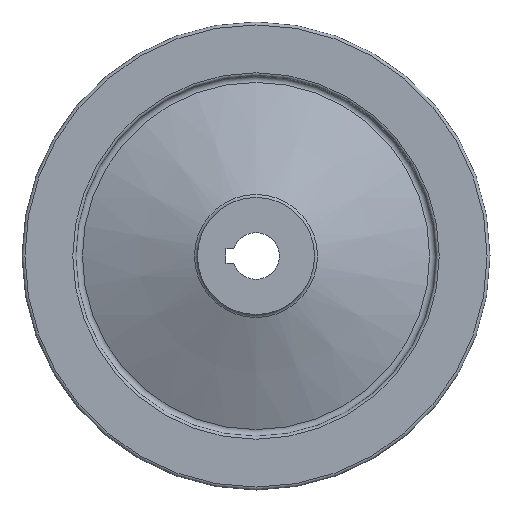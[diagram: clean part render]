
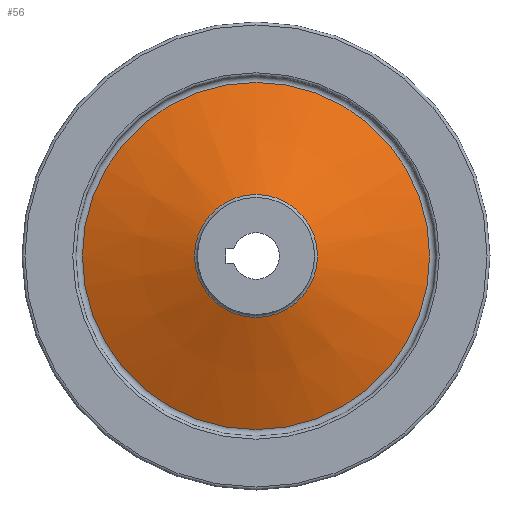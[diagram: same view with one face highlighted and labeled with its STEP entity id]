
A CAD part, left-side view. The second image highlights one B-rep face of the part: STEP entity #56.
In plain terms, the highlighted conical face has half-angle 68.032 degrees and reference radius 21.043 mm.
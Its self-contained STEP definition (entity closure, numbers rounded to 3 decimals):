
#56 = ADVANCED_FACE( '', ( #126, #127 ), #128, .T. );
#126 = FACE_OUTER_BOUND( '', #217, .T. );
#127 = FACE_BOUND( '', #218, .T. );
#128 = CONICAL_SURFACE( '', #219, 21.043, 1.187 );
#217 = EDGE_LOOP( '', ( #318 ) );
#218 = EDGE_LOOP( '', ( #319 ) );
#219 = AXIS2_PLACEMENT_3D( '', #320, #321, #322 );
#318 = ORIENTED_EDGE( '', *, *, #433, .F. );
#319 = ORIENTED_EDGE( '', *, *, #448, .T. );
#320 = CARTESIAN_POINT( '', ( 12.509, 0., 0. ) );
#321 = DIRECTION( '', ( 1., 0., 0. ) );
#322 = DIRECTION( '', ( 0., 0., -1. ) );
#433 = EDGE_CURVE( '', #487, #487, #488, .T. );
#448 = EDGE_CURVE( '', #512, #512, #513, .T. );
#487 = VERTEX_POINT( '', #563 );
#488 = CIRCLE( '', #564, 59.35 );
#512 = VERTEX_POINT( '', #594 );
#513 = CIRCLE( '', #595, 21.043 );
#563 = CARTESIAN_POINT( '', ( 27.962, 0., -59.35 ) );
#564 = AXIS2_PLACEMENT_3D( '', #650, #651, #652 );
#594 = CARTESIAN_POINT( '', ( 12.509, 0., -21.043 ) );
#595 = AXIS2_PLACEMENT_3D( '', #671, #672, #673 );
#650 = CARTESIAN_POINT( '', ( 27.962, 0., 0. ) );
#651 = DIRECTION( '', ( 1., 0., 0. ) );
#652 = DIRECTION( '', ( 0., 0., -1. ) );
#671 = CARTESIAN_POINT( '', ( 12.509, 0., 0. ) );
#672 = DIRECTION( '', ( 1., 0., 0. ) );
#673 = DIRECTION( '', ( 0., 0., -1. ) );
